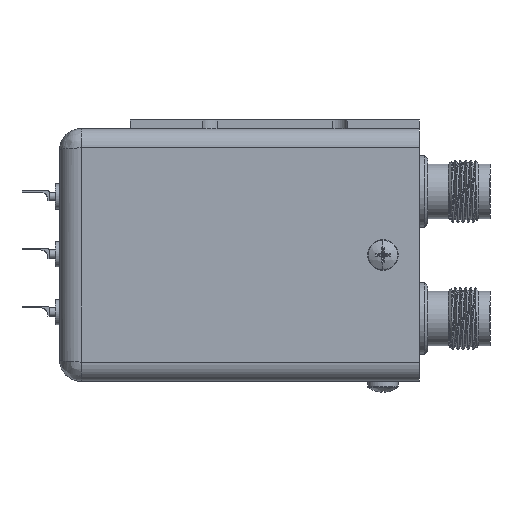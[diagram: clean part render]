
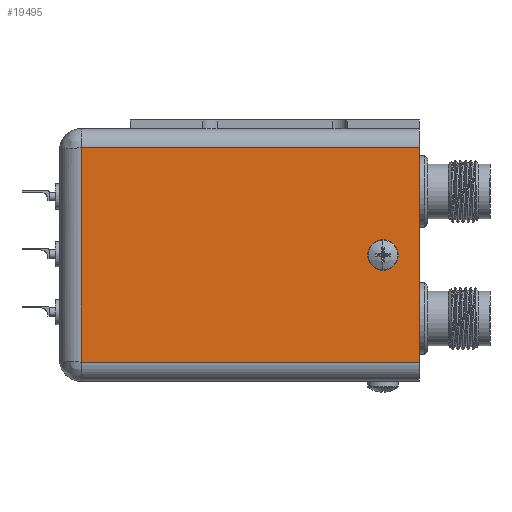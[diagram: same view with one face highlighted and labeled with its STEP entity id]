
A CAD part, left-side view. The second image highlights one B-rep face of the part: STEP entity #19495.
In plain terms, the highlighted planar face has unit normal (-1, 0, 0).
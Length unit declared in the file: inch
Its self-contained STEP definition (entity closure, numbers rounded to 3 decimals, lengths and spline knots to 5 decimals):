
#606 = PLANE ( 'NONE',  #13457 ) ;
#688 = EDGE_CURVE ( 'NONE', #1760, #9977, #32634, .T. ) ;
#1434 = CARTESIAN_POINT ( 'NONE',  ( -0.875, 0., -0.741 ) ) ;
#1760 = VERTEX_POINT ( 'NONE', #20859 ) ;
#1977 = LINE ( 'NONE', #25255, #19482 ) ;
#2171 = DIRECTION ( 'NONE',  ( -1., 0., 0. ) ) ;
#3110 = VERTEX_POINT ( 'NONE', #9522 ) ;
#3818 = DIRECTION ( 'NONE',  ( 0., 0., 1. ) ) ;
#4334 = VERTEX_POINT ( 'NONE', #6263 ) ;
#4411 = CARTESIAN_POINT ( 'NONE',  ( -0.875, 2.49, 0.741 ) ) ;
#5578 = CARTESIAN_POINT ( 'NONE',  ( -0.875, 0.252, 0. ) ) ;
#5956 = AXIS2_PLACEMENT_3D ( 'NONE', #5578, #16017, #3818 ) ;
#6263 = CARTESIAN_POINT ( 'NONE',  ( -0.875, 2.34, -0.741 ) ) ;
#7299 = CARTESIAN_POINT ( 'NONE',  ( -0.875, 0.252, 0. ) ) ;
#7918 = VECTOR ( 'NONE', #9195, 39.37008 ) ;
#8610 = CIRCLE ( 'NONE', #12978, 0.0675 ) ;
#8977 = CARTESIAN_POINT ( 'NONE',  ( -0.875, 0., 0.741 ) ) ;
#9195 = DIRECTION ( 'NONE',  ( 0., -1., 0. ) ) ;
#9522 = CARTESIAN_POINT ( 'NONE',  ( -0.875, 0.252, 0.0675 ) ) ;
#9977 = VERTEX_POINT ( 'NONE', #8977 ) ;
#10353 = CARTESIAN_POINT ( 'NONE',  ( -0.875, 2.49, 0.875 ) ) ;
#10775 = DIRECTION ( 'NONE',  ( 0., 1., 0. ) ) ;
#10799 = ORIENTED_EDGE ( 'NONE', *, *, #23148, .F. ) ;
#12046 = EDGE_CURVE ( 'NONE', #4334, #1760, #29676, .T. ) ;
#12744 = EDGE_LOOP ( 'NONE', ( #32840, #18006 ) ) ;
#12978 = AXIS2_PLACEMENT_3D ( 'NONE', #7299, #2171, #20462 ) ;
#13330 = VERTEX_POINT ( 'NONE', #1434 ) ;
#13346 = CARTESIAN_POINT ( 'NONE',  ( -0.875, 2.49, -0.741 ) ) ;
#13457 = AXIS2_PLACEMENT_3D ( 'NONE', #10353, #20785, #31891 ) ;
#14184 = ORIENTED_EDGE ( 'NONE', *, *, #12046, .F. ) ;
#15871 = CARTESIAN_POINT ( 'NONE',  ( -0.875, 0.252, -0.0675 ) ) ;
#16017 = DIRECTION ( 'NONE',  ( -1., 0., 0. ) ) ;
#16156 = FACE_OUTER_BOUND ( 'NONE', #24655, .T. ) ;
#17711 = DIRECTION ( 'NONE',  ( 0., 0., 1. ) ) ;
#18006 = ORIENTED_EDGE ( 'NONE', *, *, #24391, .F. ) ;
#18565 = EDGE_CURVE ( 'NONE', #3110, #20960, #27242, .T. ) ;
#19096 = DIRECTION ( 'NONE',  ( 0., 0., 1. ) ) ;
#19482 = VECTOR ( 'NONE', #17711, 39.37008 ) ;
#19495 = ADVANCED_FACE ( 'NONE', ( #16156, #24032 ), #606, .F. ) ;
#19679 = VECTOR ( 'NONE', #19096, 39.37008 ) ;
#20462 = DIRECTION ( 'NONE',  ( 0., 0., 1. ) ) ;
#20785 = DIRECTION ( 'NONE',  ( 1., 0., 0. ) ) ;
#20859 = CARTESIAN_POINT ( 'NONE',  ( -0.875, 2.34, 0.741 ) ) ;
#20960 = VERTEX_POINT ( 'NONE', #15871 ) ;
#21971 = EDGE_CURVE ( 'NONE', #13330, #9977, #1977, .T. ) ;
#23148 = EDGE_CURVE ( 'NONE', #13330, #4334, #28906, .T. ) ;
#23332 = VECTOR ( 'NONE', #10775, 39.37008 ) ;
#24032 = FACE_BOUND ( 'NONE', #12744, .T. ) ;
#24391 = EDGE_CURVE ( 'NONE', #20960, #3110, #8610, .T. ) ;
#24655 = EDGE_LOOP ( 'NONE', ( #10799, #28680, #32618, #14184 ) ) ;
#25255 = CARTESIAN_POINT ( 'NONE',  ( -0.875, 0., 0. ) ) ;
#26619 = CARTESIAN_POINT ( 'NONE',  ( -0.875, 2.34, 0.875 ) ) ;
#27242 = CIRCLE ( 'NONE', #5956, 0.0675 ) ;
#28680 = ORIENTED_EDGE ( 'NONE', *, *, #21971, .T. ) ;
#28906 = LINE ( 'NONE', #13346, #23332 ) ;
#29676 = LINE ( 'NONE', #26619, #19679 ) ;
#31891 = DIRECTION ( 'NONE',  ( 0., 0., -1. ) ) ;
#32618 = ORIENTED_EDGE ( 'NONE', *, *, #688, .F. ) ;
#32634 = LINE ( 'NONE', #4411, #7918 ) ;
#32840 = ORIENTED_EDGE ( 'NONE', *, *, #18565, .F. ) ;
